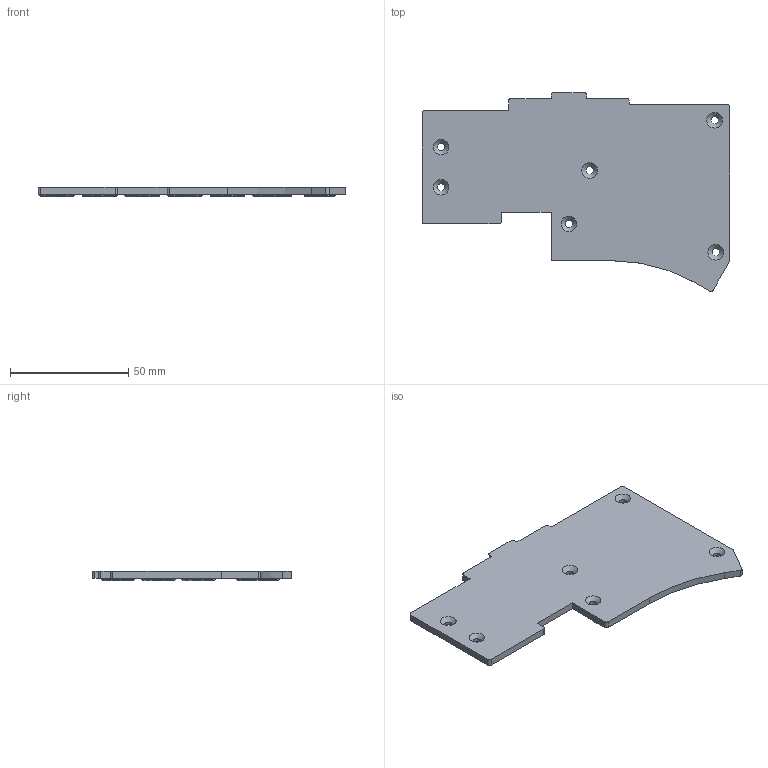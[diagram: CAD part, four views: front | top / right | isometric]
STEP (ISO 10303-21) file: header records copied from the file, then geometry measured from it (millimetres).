
FILE_DESCRIPTION(('FreeCAD Model'),'2;1');
FILE_NAME('Open CASCADE Shape Model','2024-12-06T16:47:48',(''),(''), 'Open CASCADE STEP processor 7.8','FreeCAD','Unknown');
FILE_SCHEMA(('AUTOMOTIVE_DESIGN { 1 0 10303 214 1 1 1 1 }'));
Length unit declared in the file: millimetre
Products named in the file (1): Body
Bounding box: 130 x 83.99 x 4 mm (x, y, z)
Volume: 25024.9 mm3; surface area: 17710.5 mm2
Topology: 1 solids, 1 shells, 458 faces, 1160 edges, 726 vertices
Faces by surface type: plane 218, cone 131, cylinder 106, bspline 3
Full cylindrical faces by diameter (mm): 3.2 x6
Entity records: 13781 total; most frequent: DIRECTION 2483, CARTESIAN_POINT 2399, ORIENTED_EDGE 2320, EDGE_CURVE 1160, AXIS2_PLACEMENT_3D 876, LINE 731, VECTOR 731, VERTEX_POINT 726
